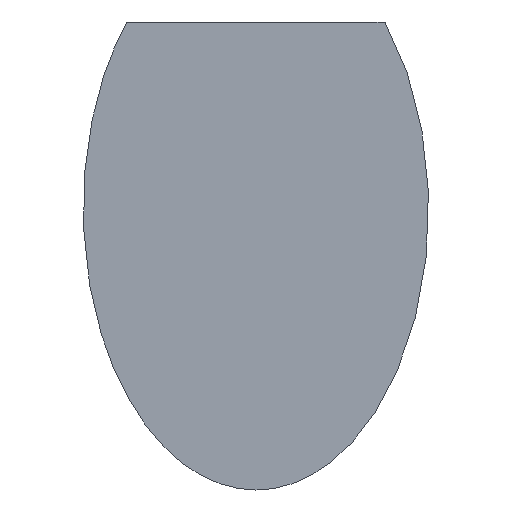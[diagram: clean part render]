
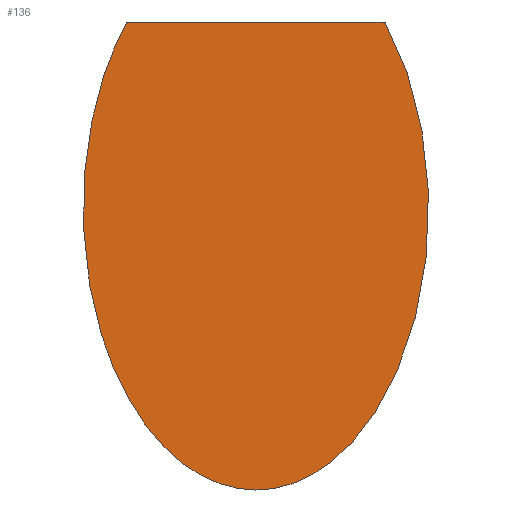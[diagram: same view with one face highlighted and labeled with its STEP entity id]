
A CAD part, front view. The second image highlights one B-rep face of the part: STEP entity #136.
In plain terms, the highlighted planar face has unit normal (0, -1, 0).
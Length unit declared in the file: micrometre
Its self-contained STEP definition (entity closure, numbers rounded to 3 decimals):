
#12 = VERTEX_POINT ( 'NONE', #338 ) ;
#31 = DIRECTION ( 'NONE',  ( 0., 0., 1. ) ) ;
#90 = VERTEX_POINT ( 'NONE', #128 ) ;
#92 = CARTESIAN_POINT ( 'NONE',  ( 0., 0., 0. ) ) ;
#97 = VECTOR ( 'NONE', #297, 1000000. ) ;
#128 = CARTESIAN_POINT ( 'NONE',  ( -273.541, 0., 396.217 ) ) ;
#136 = ADVANCED_FACE ( 'NONE', ( #582 ), #307, .F. ) ;
#146 = ORIENTED_EDGE ( 'NONE', *, *, #508, .T. ) ;
#176 = EDGE_CURVE ( 'NONE', #12, #238, #231, .T. ) ;
#231 =( BOUNDED_CURVE ( )  B_SPLINE_CURVE ( 3, ( #311, #448, #259, #484 ),
 .UNSPECIFIED., .F., .T. ) 
 B_SPLINE_CURVE_WITH_KNOTS ( ( 4, 4 ),
 ( 3.985, 6.283 ),
 .UNSPECIFIED. ) 
 CURVE ( )  GEOMETRIC_REPRESENTATION_ITEM ( )  RATIONAL_B_SPLINE_CURVE ( ( 1., 0.606, 0.606, 1. ) ) 
 REPRESENTATION_ITEM ( '' )  );
#238 = VERTEX_POINT ( 'NONE', #244 ) ;
#244 = CARTESIAN_POINT ( 'NONE',  ( 0., 0., -595.863 ) ) ;
#254 = CARTESIAN_POINT ( 'NONE',  ( 0., 0., 396.217 ) ) ;
#259 = CARTESIAN_POINT ( 'NONE',  ( 367.488, 0., -595.863 ) ) ;
#271 = EDGE_LOOP ( 'NONE', ( #146, #328, #323 ) ) ;
#283 = EDGE_CURVE ( 'NONE', #238, #90, #566, .T. ) ;
#297 = DIRECTION ( 'NONE',  ( -1., 0., 0. ) ) ;
#307 = PLANE ( 'NONE',  #475 ) ;
#311 = CARTESIAN_POINT ( 'NONE',  ( 273.541, 0., 396.217 ) ) ;
#318 = CARTESIAN_POINT ( 'NONE',  ( -273.541, 0., 396.217 ) ) ;
#323 = ORIENTED_EDGE ( 'NONE', *, *, #176, .F. ) ;
#328 = ORIENTED_EDGE ( 'NONE', *, *, #283, .F. ) ;
#338 = CARTESIAN_POINT ( 'NONE',  ( 273.541, 0., 396.217 ) ) ;
#341 = LINE ( 'NONE', #254, #97 ) ;
#371 = CARTESIAN_POINT ( 'NONE',  ( -517.901, 0., -50.345 ) ) ;
#448 = CARTESIAN_POINT ( 'NONE',  ( 517.901, 0., -50.345 ) ) ;
#452 = CARTESIAN_POINT ( 'NONE',  ( -367.488, 0., -595.863 ) ) ;
#475 = AXIS2_PLACEMENT_3D ( 'NONE', #92, #533, #31 ) ;
#484 = CARTESIAN_POINT ( 'NONE',  ( 0., 0., -595.863 ) ) ;
#508 = EDGE_CURVE ( 'NONE', #12, #90, #341, .T. ) ;
#533 = DIRECTION ( 'NONE',  ( 0., 1., 0. ) ) ;
#553 = CARTESIAN_POINT ( 'NONE',  ( 0., 0., -595.863 ) ) ;
#566 =( BOUNDED_CURVE ( )  B_SPLINE_CURVE ( 3, ( #553, #452, #371, #318 ),
 .UNSPECIFIED., .F., .T. ) 
 B_SPLINE_CURVE_WITH_KNOTS ( ( 4, 4 ),
 ( 0., 2.298 ),
 .UNSPECIFIED. ) 
 CURVE ( )  GEOMETRIC_REPRESENTATION_ITEM ( )  RATIONAL_B_SPLINE_CURVE ( ( 1., 0.606, 0.606, 1. ) ) 
 REPRESENTATION_ITEM ( '' )  );
#582 = FACE_OUTER_BOUND ( 'NONE', #271, .T. ) ;
